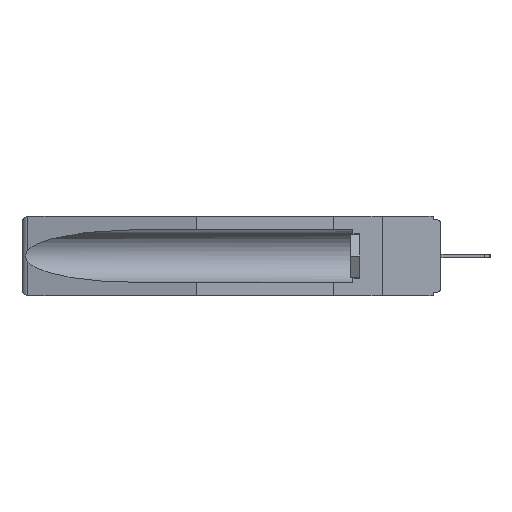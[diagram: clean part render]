
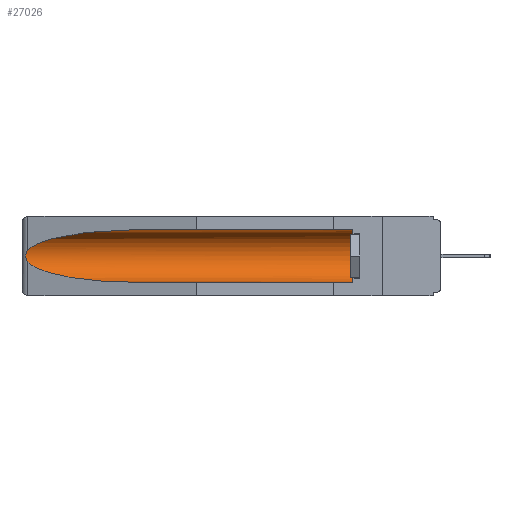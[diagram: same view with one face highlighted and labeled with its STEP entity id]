
A CAD part, left-side view. The second image highlights one B-rep face of the part: STEP entity #27026.
In plain terms, the highlighted cylindrical face has radius 2.857 mm (diameter 5.715 mm), a partial arc.
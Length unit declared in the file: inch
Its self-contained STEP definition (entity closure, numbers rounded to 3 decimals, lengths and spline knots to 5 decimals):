
#143 = VERTEX_POINT ( 'NONE', #29443 ) ;
#408 = DIRECTION ( 'NONE',  ( 0., 0., 1. ) ) ;
#1484 = CARTESIAN_POINT ( 'NONE',  ( 0.21114, 1.30732, -0.284 ) ) ;
#1630 = CARTESIAN_POINT ( 'NONE',  ( 0.26537, 1.52718, -0.19328 ) ) ;
#1635 = LINE ( 'NONE', #5972, #10033 ) ;
#1785 = DIRECTION ( 'NONE',  ( 0., 1., 0. ) ) ;
#1948 = CARTESIAN_POINT ( 'NONE',  ( 0.26655, 1.53094, -0.18657 ) ) ;
#2380 = DIRECTION ( 'NONE',  ( 0., 1., 0. ) ) ;
#2529 = CARTESIAN_POINT ( 'NONE',  ( 0.155, -0.30754, -0.1715 ) ) ;
#3203 = ORIENTED_EDGE ( 'NONE', *, *, #16999, .F. ) ;
#3429 =( BOUNDED_CURVE ( )  B_SPLINE_CURVE ( 3, ( #18692, #7338, #9448, #12106 ),
 .UNSPECIFIED., .F., .F. ) 
 B_SPLINE_CURVE_WITH_KNOTS ( ( 4, 4 ),
 ( 4.71239, 6.08839 ),
 .UNSPECIFIED. ) 
 CURVE ( )  GEOMETRIC_REPRESENTATION_ITEM ( )  RATIONAL_B_SPLINE_CURVE ( ( 1., 0.848, 0.848, 1. ) ) 
 REPRESENTATION_ITEM ( '' )  );
#3741 = CARTESIAN_POINT ( 'NONE',  ( 0.26597, 1.52961, -0.15275 ) ) ;
#3868 = CARTESIAN_POINT ( 'NONE',  ( 0.155, 1.07973, -0.284 ) ) ;
#4171 = CARTESIAN_POINT ( 'NONE',  ( 0.2673, 1.53269, -0.17917 ) ) ;
#4651 = VERTEX_POINT ( 'NONE', #13940 ) ;
#5268 = CARTESIAN_POINT ( 'NONE',  ( 0.155, 0.126, -0.284 ) ) ;
#5972 = CARTESIAN_POINT ( 'NONE',  ( 0.155, -0.30754, -0.284 ) ) ;
#6419 = CARTESIAN_POINT ( 'NONE',  ( 0.2673, 1.5327, -0.16383 ) ) ;
#6588 = VERTEX_POINT ( 'NONE', #5268 ) ;
#6610 = EDGE_CURVE ( 'NONE', #10242, #143, #3429, .T. ) ;
#7294 = EDGE_CURVE ( 'NONE', #27774, #4651, #16762, .T. ) ;
#7338 = CARTESIAN_POINT ( 'NONE',  ( 0.21114, 1.30732, -0.059 ) ) ;
#7613 = LINE ( 'NONE', #25707, #25495 ) ;
#7757 = DIRECTION ( 'NONE',  ( 0., 1., 0. ) ) ;
#9448 = CARTESIAN_POINT ( 'NONE',  ( 0.25451, 1.48313, -0.09465 ) ) ;
#10033 = VECTOR ( 'NONE', #1785, 39.37008 ) ;
#10215 = ORIENTED_EDGE ( 'NONE', *, *, #14354, .T. ) ;
#10242 = VERTEX_POINT ( 'NONE', #20183 ) ;
#10981 = CARTESIAN_POINT ( 'NONE',  ( 0.26537, 1.52718, -0.19328 ) ) ;
#11289 = AXIS2_PLACEMENT_3D ( 'NONE', #2529, #2380, #14017 ) ;
#11876 = CARTESIAN_POINT ( 'NONE',  ( 0.155, 0.126, -0.1715 ) ) ;
#11944 = EDGE_CURVE ( 'NONE', #143, #27774, #16831, .T. ) ;
#12106 = CARTESIAN_POINT ( 'NONE',  ( 0.26537, 1.52718, -0.14972 ) ) ;
#12286 = ORIENTED_EDGE ( 'NONE', *, *, #11944, .T. ) ;
#13290 = CARTESIAN_POINT ( 'NONE',  ( 0.26597, 1.5296, -0.19026 ) ) ;
#13940 = CARTESIAN_POINT ( 'NONE',  ( 0.155, 1.07973, -0.284 ) ) ;
#14017 = DIRECTION ( 'NONE',  ( 0., 0., 1. ) ) ;
#14126 = DIRECTION ( 'NONE',  ( 0., -1., 0. ) ) ;
#14354 = EDGE_CURVE ( 'NONE', #6588, #21840, #16153, .T. ) ;
#15033 = EDGE_LOOP ( 'NONE', ( #24422, #12286, #25415, #3203, #10215, #21986 ) ) ;
#15205 = CARTESIAN_POINT ( 'NONE',  ( 0.26654, 1.53092, -0.15636 ) ) ;
#15477 = CARTESIAN_POINT ( 'NONE',  ( 0.25451, 1.48313, -0.24835 ) ) ;
#15500 = CARTESIAN_POINT ( 'NONE',  ( 0.2675, 1.53308, -0.16763 ) ) ;
#16153 = CIRCLE ( 'NONE', #22347, 0.1125 ) ;
#16257 = CARTESIAN_POINT ( 'NONE',  ( 0.155, 0.126, -0.059 ) ) ;
#16762 =( BOUNDED_CURVE ( )  B_SPLINE_CURVE ( 3, ( #1630, #15477, #1484, #3868 ),
 .UNSPECIFIED., .F., .F. ) 
 B_SPLINE_CURVE_WITH_KNOTS ( ( 4, 4 ),
 ( 0.1948, 1.5708 ),
 .UNSPECIFIED. ) 
 CURVE ( )  GEOMETRIC_REPRESENTATION_ITEM ( )  RATIONAL_B_SPLINE_CURVE ( ( 1., 0.848, 0.848, 1. ) ) 
 REPRESENTATION_ITEM ( '' )  );
#16831 = B_SPLINE_CURVE_WITH_KNOTS ( 'NONE', 3,
 ( #19708, #3741, #15205, #6419, #15500, #24646, #4171, #1948, #13290, #22395 ),
 .UNSPECIFIED., .F., .F.,
 ( 4, 2, 2, 2, 4 ),
 ( 0., 0.00029, 0.00058, 0.00087, 0.00117 ),
 .UNSPECIFIED. ) ;
#16999 = EDGE_CURVE ( 'NONE', #6588, #4651, #1635, .T. ) ;
#18489 = CYLINDRICAL_SURFACE ( 'NONE', #11289, 0.1125 ) ;
#18692 = CARTESIAN_POINT ( 'NONE',  ( 0.155, 1.07973, -0.059 ) ) ;
#19708 = CARTESIAN_POINT ( 'NONE',  ( 0.26537, 1.52718, -0.14972 ) ) ;
#20183 = CARTESIAN_POINT ( 'NONE',  ( 0.155, 1.07973, -0.059 ) ) ;
#21840 = VERTEX_POINT ( 'NONE', #16257 ) ;
#21986 = ORIENTED_EDGE ( 'NONE', *, *, #25157, .T. ) ;
#22347 = AXIS2_PLACEMENT_3D ( 'NONE', #11876, #14126, #408 ) ;
#22395 = CARTESIAN_POINT ( 'NONE',  ( 0.26537, 1.52718, -0.19328 ) ) ;
#24422 = ORIENTED_EDGE ( 'NONE', *, *, #6610, .T. ) ;
#24646 = CARTESIAN_POINT ( 'NONE',  ( 0.2675, 1.53308, -0.17534 ) ) ;
#25157 = EDGE_CURVE ( 'NONE', #21840, #10242, #7613, .T. ) ;
#25415 = ORIENTED_EDGE ( 'NONE', *, *, #7294, .T. ) ;
#25495 = VECTOR ( 'NONE', #7757, 39.37008 ) ;
#25532 = FACE_OUTER_BOUND ( 'NONE', #15033, .T. ) ;
#25707 = CARTESIAN_POINT ( 'NONE',  ( 0.155, -0.30754, -0.059 ) ) ;
#27026 = ADVANCED_FACE ( 'NONE', ( #25532 ), #18489, .F. ) ;
#27774 = VERTEX_POINT ( 'NONE', #10981 ) ;
#29443 = CARTESIAN_POINT ( 'NONE',  ( 0.26537, 1.52718, -0.14972 ) ) ;
